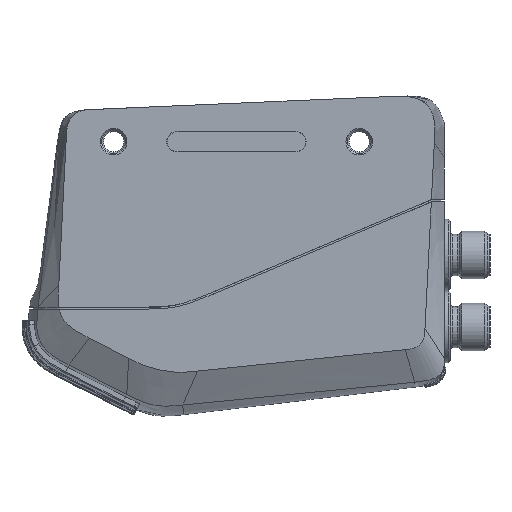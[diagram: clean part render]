
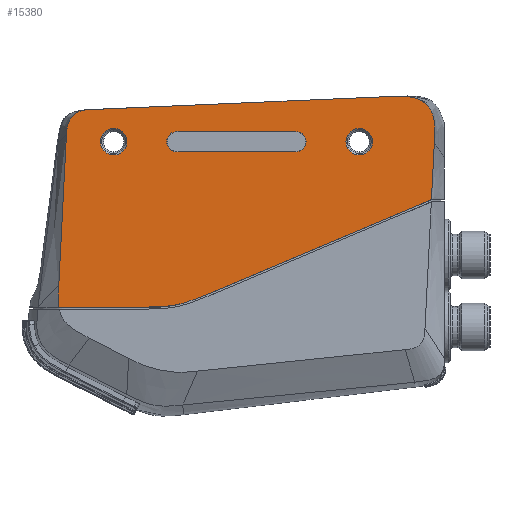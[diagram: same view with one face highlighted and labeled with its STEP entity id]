
A CAD part, left-side view. The second image highlights one B-rep face of the part: STEP entity #15380.
In plain terms, the highlighted planar face has unit normal (-1, 0, 0).
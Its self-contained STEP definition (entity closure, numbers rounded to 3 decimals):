
#89=DIRECTION('',(0.,-0.999,0.044));
#90=VECTOR('',#89,74.942);
#91=CARTESIAN_POINT('',(-27.5,36.558,38.612));
#92=LINE('',#91,#90);
#365=CARTESIAN_POINT('',(-27.5,-38.314,41.881));
#366=CARTESIAN_POINT('',(-27.5,-38.626,41.894));
#367=CARTESIAN_POINT('',(-27.5,-39.251,41.921));
#368=CARTESIAN_POINT('',(-27.5,-40.188,41.955));
#369=CARTESIAN_POINT('',(-27.5,-41.128,41.974));
#370=CARTESIAN_POINT('',(-27.5,-42.098,41.963));
#371=CARTESIAN_POINT('',(-27.5,-43.145,41.901));
#372=CARTESIAN_POINT('',(-27.5,-44.306,41.742));
#373=CARTESIAN_POINT('',(-27.5,-45.604,41.395));
#374=CARTESIAN_POINT('',(-27.5,-46.907,40.77));
#375=CARTESIAN_POINT('',(-27.5,-48.059,39.857));
#376=CARTESIAN_POINT('',(-27.5,-48.985,38.662));
#377=CARTESIAN_POINT('',(-27.5,-49.598,37.307));
#378=CARTESIAN_POINT('',(-27.5,-49.924,35.855));
#379=CARTESIAN_POINT('',(-27.5,-50.041,34.461));
#380=CARTESIAN_POINT('',(-27.5,-50.056,33.189));
#381=CARTESIAN_POINT('',(-27.5,-50.025,32.033));
#382=CARTESIAN_POINT('',(-27.5,-49.979,31.009));
#383=CARTESIAN_POINT('',(-27.5,-49.949,30.409));
#384=CARTESIAN_POINT('',(-27.5,-49.935,30.13));
#704=CARTESIAN_POINT('',(-27.5,-31.,30.5));
#705=DIRECTION('',(1.,0.,0.));
#706=DIRECTION('',(0.,0.,-1.));
#707=AXIS2_PLACEMENT_3D('',#704,#705,#706);
#712=CARTESIAN_POINT('',(-27.5,-31.,30.5));
#713=DIRECTION('',(1.,0.,0.));
#714=DIRECTION('',(0.,0.,1.));
#715=AXIS2_PLACEMENT_3D('',#712,#713,#714);
#720=CARTESIAN_POINT('',(-27.5,31.,30.5));
#721=DIRECTION('',(1.,0.,0.));
#722=DIRECTION('',(0.,0.,-1.));
#723=AXIS2_PLACEMENT_3D('',#720,#721,#722);
#728=CARTESIAN_POINT('',(-27.5,31.,30.5));
#729=DIRECTION('',(1.,0.,0.));
#730=DIRECTION('',(0.,0.,1.));
#731=AXIS2_PLACEMENT_3D('',#728,#729,#730);
#736=DIRECTION('',(0.,0.921,-0.389));
#737=VECTOR('',#736,59.827);
#738=CARTESIAN_POINT('',(-27.5,-49.033,15.771));
#739=LINE('',#738,#737);
#743=CARTESIAN_POINT('',(-27.5,25.29,-11.4));
#744=CARTESIAN_POINT('',(-27.5,24.137,-11.4));
#745=CARTESIAN_POINT('',(-27.5,20.679,-11.4));
#746=CARTESIAN_POINT('',(-27.5,15.438,-11.025));
#747=CARTESIAN_POINT('',(-27.5,10.126,-9.219));
#748=CARTESIAN_POINT('',(-27.5,7.09,-7.936));
#749=CARTESIAN_POINT('',(-27.5,6.078,-7.509));
#754=DIRECTION('',(0.,-1.,0.));
#755=VECTOR('',#754,19.483);
#756=CARTESIAN_POINT('',(-27.5,44.773,-11.4));
#757=LINE('',#756,#755);
#761=CARTESIAN_POINT('',(-27.5,-49.423,14.85));
#762=DIRECTION('',(1.,0.,0.));
#763=DIRECTION('',(0.,0.389,0.921));
#764=AXIS2_PLACEMENT_3D('',#761,#762,#763);
#769=DIRECTION('',(0.,-1.,0.));
#770=VECTOR('',#769,30.);
#771=CARTESIAN_POINT('',(-27.5,15.,27.928));
#772=LINE('',#771,#770);
#776=CARTESIAN_POINT('',(-27.5,-15.,30.5));
#777=DIRECTION('',(-1.,0.,0.));
#778=DIRECTION('',(0.,0.,-1.));
#779=AXIS2_PLACEMENT_3D('',#776,#777,#778);
#784=DIRECTION('',(0.,1.,0.));
#785=VECTOR('',#784,30.);
#786=CARTESIAN_POINT('',(-27.5,-15.,33.072));
#787=LINE('',#786,#785);
#791=CARTESIAN_POINT('',(-27.5,15.,30.5));
#792=DIRECTION('',(-1.,0.,0.));
#793=DIRECTION('',(0.,0.,1.));
#794=AXIS2_PLACEMENT_3D('',#791,#792,#793);
#1134=DIRECTION('',(0.,0.05,-0.999));
#1135=VECTOR('',#1134,14.319);
#1136=CARTESIAN_POINT('',(-27.5,-49.935,
30.13));
#1137=LINE('',#1136,#1135);
#12052=CARTESIAN_POINT('',(-27.5,42.906,32.307));
#12053=CARTESIAN_POINT('',(-27.5,42.881,32.798));
#12054=CARTESIAN_POINT('',(-27.5,42.844,33.535));
#12055=CARTESIAN_POINT('',(-27.5,42.678,34.435));
#12056=CARTESIAN_POINT('',(-27.5,42.495,35.068));
#12057=CARTESIAN_POINT('',(-27.5,42.253,35.658));
#12058=CARTESIAN_POINT('',(-27.5,41.85,36.38));
#12059=CARTESIAN_POINT('',(-27.5,41.333,37.));
#12060=CARTESIAN_POINT('',(-27.5,40.747,37.504));
#12061=CARTESIAN_POINT('',(-27.5,40.286,37.822));
#12062=CARTESIAN_POINT('',(-27.5,39.817,38.08));
#12063=CARTESIAN_POINT('',(-27.5,39.312,38.279));
#12064=CARTESIAN_POINT('',(-27.5,38.747,38.426));
#12065=CARTESIAN_POINT('',(-27.5,38.096,38.523));
#12066=CARTESIAN_POINT('',(-27.5,37.344,38.577));
#12067=CARTESIAN_POINT('',(-27.5,36.818,38.6));
#12068=CARTESIAN_POINT('',(-27.5,36.558,38.612));
#12073=DIRECTION('',(0.,-0.051,0.999));
#12074=VECTOR('',#12073,38.227);
#12075=CARTESIAN_POINT('',(-27.5,44.84,-5.871));
#12076=LINE('',#12075,#12074);
#12097=CARTESIAN_POINT('',(-27.5,44.773,-11.4));
#12109=CARTESIAN_POINT('',(-27.5,44.773,-11.4));
#12110=CARTESIAN_POINT('',(-27.5,44.815,-11.134));
#12111=CARTESIAN_POINT('',(-27.5,44.892,-10.503));
#12112=CARTESIAN_POINT('',(-27.5,44.948,-9.468));
#12113=CARTESIAN_POINT('',(-27.5,44.943,-7.895));
#12114=CARTESIAN_POINT('',(-27.5,44.881,-6.678));
#12115=CARTESIAN_POINT('',(-27.5,44.84,-5.871));
#13278=CARTESIAN_POINT('',(-27.5,36.558,38.612));
#13279=CARTESIAN_POINT('',(-27.5,-38.314,41.881));
#13280=VERTEX_POINT('',#13278);
#13281=VERTEX_POINT('',#13279);
#13282=CARTESIAN_POINT('',(-27.5,44.84,-5.871));
#13283=CARTESIAN_POINT('',(-27.5,42.906,32.307));
#13284=VERTEX_POINT('',#13282);
#13285=VERTEX_POINT('',#13283);
#13286=VERTEX_POINT('',#384);
#13288=VERTEX_POINT('',#12097);
#13291=CARTESIAN_POINT('',(-27.5,-49.033,15.771));
#13292=CARTESIAN_POINT('',(-27.5,6.078,-7.509));
#13293=VERTEX_POINT('',#13291);
#13294=VERTEX_POINT('',#13292);
#13295=VERTEX_POINT('',#743);
#13296=CARTESIAN_POINT('',(-27.5,-49.219,15.829));
#13297=VERTEX_POINT('',#13296);
#13378=CARTESIAN_POINT('',(-27.5,15.,27.928));
#13379=CARTESIAN_POINT('',(-27.5,-15.,27.928));
#13380=VERTEX_POINT('',#13378);
#13381=VERTEX_POINT('',#13379);
#13382=CARTESIAN_POINT('',(-27.5,-15.,33.072));
#13383=VERTEX_POINT('',#13382);
#13384=CARTESIAN_POINT('',(-27.5,15.,33.072));
#13385=VERTEX_POINT('',#13384);
#13808=CARTESIAN_POINT('',(-27.5,31.,27.15));
#13809=CARTESIAN_POINT('',(-27.5,31.,33.85));
#13810=VERTEX_POINT('',#13808);
#13811=VERTEX_POINT('',#13809);
#13824=CARTESIAN_POINT('',(-27.5,-31.,27.15));
#13825=CARTESIAN_POINT('',(-27.5,-31.,33.85));
#13826=VERTEX_POINT('',#13824);
#13827=VERTEX_POINT('',#13825);
#15334=CARTESIAN_POINT('',(-27.5,0.,0.));
#15335=DIRECTION('',(-1.,0.,0.));
#15336=DIRECTION('',(0.,0.,1.));
#15337=AXIS2_PLACEMENT_3D('',#15334,#15335,#15336);
#15338=PLANE('',#15337);
#15340=ORIENTED_EDGE('',*,*,#15339,.T.);
#15342=ORIENTED_EDGE('',*,*,#15341,.F.);
#15344=ORIENTED_EDGE('',*,*,#15343,.F.);
#15346=ORIENTED_EDGE('',*,*,#15345,.T.);
#15348=ORIENTED_EDGE('',*,*,#15347,.T.);
#15350=ORIENTED_EDGE('',*,*,#15349,.T.);
#15351=ORIENTED_EDGE('',*,*,#14335,.T.);
#15352=ORIENTED_EDGE('',*,*,#14841,.T.);
#15354=ORIENTED_EDGE('',*,*,#15353,.T.);
#15356=ORIENTED_EDGE('',*,*,#15355,.F.);
#15357=EDGE_LOOP('',(#15340,#15342,#15344,#15346,#15348,#15350,#15351,#15352,
#15354,#15356));
#15358=FACE_OUTER_BOUND('',#15357,.F.);
#15360=ORIENTED_EDGE('',*,*,#15359,.F.);
#15362=ORIENTED_EDGE('',*,*,#15361,.F.);
#15363=EDGE_LOOP('',(#15360,#15362));
#15364=FACE_BOUND('',#15363,.F.);
#15365=ORIENTED_EDGE('',*,*,#15312,.F.);
#15367=ORIENTED_EDGE('',*,*,#15366,.F.);
#15368=EDGE_LOOP('',(#15365,#15367));
#15369=FACE_BOUND('',#15368,.F.);
#15371=ORIENTED_EDGE('',*,*,#15370,.T.);
#15373=ORIENTED_EDGE('',*,*,#15372,.T.);
#15375=ORIENTED_EDGE('',*,*,#15374,.T.);
#15377=ORIENTED_EDGE('',*,*,#15376,.T.);
#15378=EDGE_LOOP('',(#15371,#15373,#15375,#15377));
#15379=FACE_BOUND('',#15378,.F.);
#15380=ADVANCED_FACE('',(#15358,#15364,#15369,#15379),#15338,.T.);
#385=B_SPLINE_CURVE_WITH_KNOTS('',3,(#365,#366,#367,#368,#369,#370,#371,#372,
#373,#374,#375,#376,#377,#378,#379,#380,#381,#382,#383,#384),.UNSPECIFIED.,.F.,
.F.,(4,1,1,1,1,1,1,1,1,1,1,1,1,1,1,1,1,4),(0.,0.059,
0.118,0.176,0.235,0.294,
0.353,0.412,0.471,0.529,
0.588,0.647,0.706,0.765,
0.824,0.882,0.941,1.),.UNSPECIFIED.);
#708=CIRCLE('',#707,3.35);
#716=CIRCLE('',#715,3.35);
#724=CIRCLE('',#723,3.35);
#732=CIRCLE('',#731,3.35);
#750=B_SPLINE_CURVE_WITH_KNOTS('',3,(#743,#744,#745,#746,#747,#748,#749),
.UNSPECIFIED.,.F.,.F.,(4,1,1,1,4),(0.,0.167,0.5,
0.833,1.),.UNSPECIFIED.);
#765=CIRCLE('',#764,1.);
#780=CIRCLE('',#779,2.572);
#795=CIRCLE('',#794,2.572);
#12069=B_SPLINE_CURVE_WITH_KNOTS('',3,(#12052,#12053,#12054,#12055,#12056,
#12057,#12058,#12059,#12060,#12061,#12062,#12063,#12064,#12065,#12066,#12067,
#12068),.UNSPECIFIED.,.F.,.F.,(4,1,1,1,1,1,1,1,1,1,1,1,1,1,4),(0.,
0.125,0.188,0.25,0.313,
0.375,0.5,0.562,0.625,0.688,
0.75,0.813,0.875,0.938,1.),
.UNSPECIFIED.);
#12116=B_SPLINE_CURVE_WITH_KNOTS('',3,(#12109,#12110,#12111,#12112,#12113,
#12114,#12115),.UNSPECIFIED.,.F.,.F.,(4,1,1,1,4),(0.,0.159,
0.369,0.58,1.),.UNSPECIFIED.);
#14335=EDGE_CURVE('',#13280,#13281,#92,.T.);
#14841=EDGE_CURVE('',#13281,#13286,#385,.T.);
#15312=EDGE_CURVE('',#13826,#13827,#708,.T.);
#15339=EDGE_CURVE('',#13293,#13294,#739,.T.);
#15341=EDGE_CURVE('',#13295,#13294,#750,.T.);
#15343=EDGE_CURVE('',#13288,#13295,#757,.T.);
#15345=EDGE_CURVE('',#13288,#13284,#12116,.T.);
#15347=EDGE_CURVE('',#13284,#13285,#12076,.T.);
#15349=EDGE_CURVE('',#13285,#13280,#12069,.T.);
#15353=EDGE_CURVE('',#13286,#13297,#1137,.T.);
#15355=EDGE_CURVE('',#13293,#13297,#765,.T.);
#15359=EDGE_CURVE('',#13810,#13811,#724,.T.);
#15361=EDGE_CURVE('',#13811,#13810,#732,.T.);
#15366=EDGE_CURVE('',#13827,#13826,#716,.T.);
#15370=EDGE_CURVE('',#13380,#13381,#772,.T.);
#15372=EDGE_CURVE('',#13381,#13383,#780,.T.);
#15374=EDGE_CURVE('',#13383,#13385,#787,.T.);
#15376=EDGE_CURVE('',#13385,#13380,#795,.T.);
